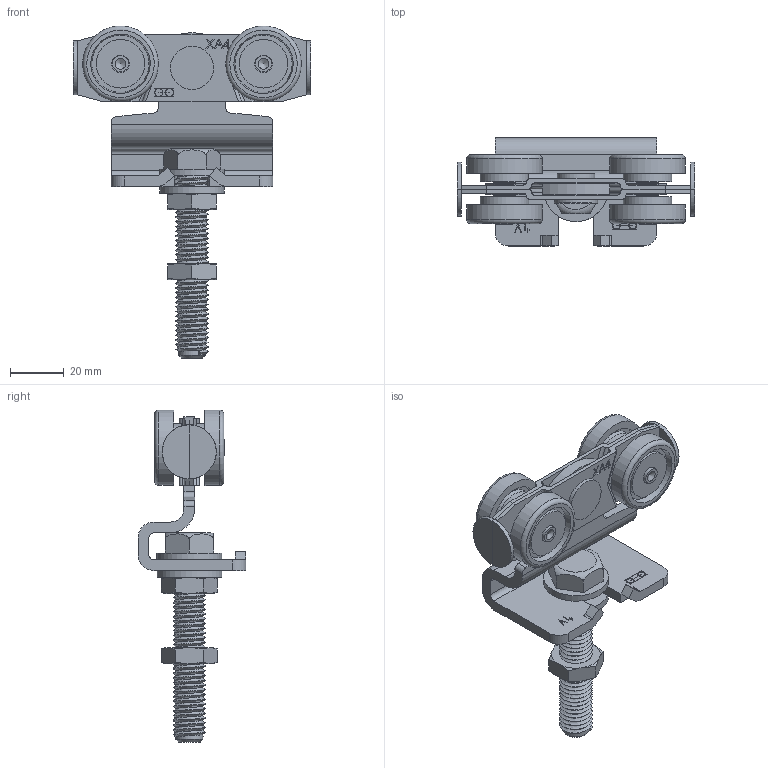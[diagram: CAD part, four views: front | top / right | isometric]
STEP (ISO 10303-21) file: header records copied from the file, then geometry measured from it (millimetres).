
FILE_DESCRIPTION(/* description */ (''),/* implementation_level */ '2;1');
FILE_NAME(/* name */ '99232XA4.stp',/* time_stamp */ '2019-08-23T08:14:26+02:00',/* author */ ('Marc'),/* organization */ (''),/* preprocessor_version */ 'ST-DEVELOPER v17.2',/* originating_system */ 'Autodesk Inventor 2019',/* authorisation */ '');
FILE_SCHEMA (('AUTOMOTIVE_DESIGN { 1 0 10303 214 3 1 1 }'));
Length unit declared in the file: millimetre
Products named in the file (17): 99232XA4; 18422; 16278; 16347; 16350; Rondelle_12_ISO7091; vis TH M12x70; vis TH M12x100 corps; vis TH M12x100 helicoidal; Ecrou_ISO_4035_M12; 318423; 18402; 18403; 18420; 09048; 16136; 09130
Assembly tree (26 placements, depth 3):
  99232XA4
    18422  x2
      16278
      16347
    16350
    Rondelle_12_ISO7091  x2
    vis TH M12x70
      vis TH M12x100 corps
      vis TH M12x100 helicoidal
    Ecrou_ISO_4035_M12  x2
    318423
      18402  x2
    18403
    18420  x4
      09048
      16136
    09130  x4
Bounding box: 88 x 40 x 123 mm (x, y, z)
Volume: 57168.5 mm3; surface area: 50960.1 mm2
Topology: 26 solids, 26 shells, 1276 faces, 3079 edges, 2063 vertices
Faces by surface type: plane 1036, cylinder 176, cone 45, bspline 14, torus 5
Full cylindrical faces by diameter (mm): 6 x4, 6.5 x4, 7.95 x2, 8 x4, 8.05 x2, 10 x39, 10.106 x2, 11.8 x4, 12 x4, 13 x2, 14 x1, 14.2 x3, 16 x5, 17 x4, 18 x8, 24 x2, 28 x4
Entity records: 33705 total; most frequent: CARTESIAN_POINT 16362, DIRECTION 3413, ORIENTED_EDGE 3408, EDGE_CURVE 1704, LINE 1215, VECTOR 1215, VERTEX_POINT 1132, AXIS2_PLACEMENT_3D 1099
